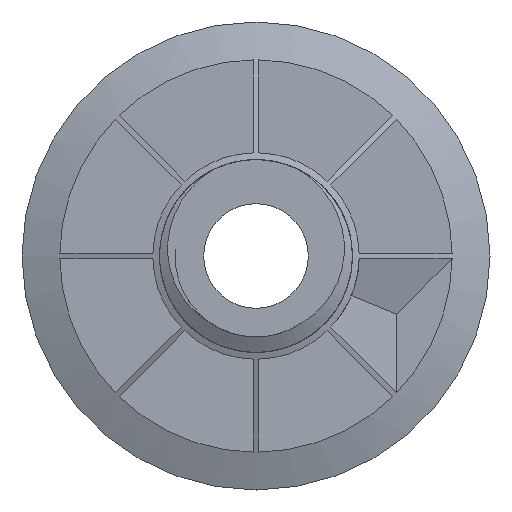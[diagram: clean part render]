
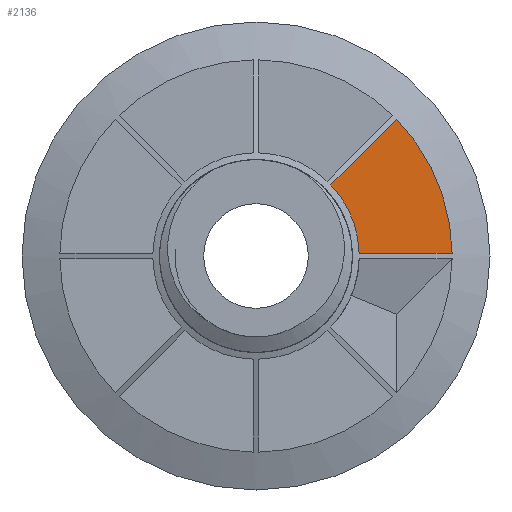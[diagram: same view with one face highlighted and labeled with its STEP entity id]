
A CAD part, front view. The second image highlights one B-rep face of the part: STEP entity #2136.
In plain terms, the highlighted planar face has unit normal (0, -1, 0).
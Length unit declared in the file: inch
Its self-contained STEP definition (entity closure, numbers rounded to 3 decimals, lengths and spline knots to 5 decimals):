
#33=PLANE('',#2276);
#79=CIRCLE('',#2274,0.375);
#80=CIRCLE('',#2277,0.71263);
#151=LINE('',#6136,#219);
#154=LINE('',#6149,#222);
#219=VECTOR('',#2447,0.3937);
#222=VECTOR('',#2458,0.3937);
#342=FACE_OUTER_BOUND('',#481,.T.);
#481=EDGE_LOOP('',(#1536,#1537,#1538,#1539));
#893=VERTEX_POINT('',#6129);
#895=VERTEX_POINT('',#6135);
#897=VERTEX_POINT('',#6141);
#898=VERTEX_POINT('',#6145);
#1143=EDGE_CURVE('',#895,#893,#151,.T.);
#1146=EDGE_CURVE('',#897,#895,#79,.F.);
#1149=EDGE_CURVE('',#898,#897,#154,.T.);
#1150=EDGE_CURVE('',#898,#893,#80,.T.);
#1536=ORIENTED_EDGE('',*,*,#1150,.F.);
#1537=ORIENTED_EDGE('',*,*,#1149,.T.);
#1538=ORIENTED_EDGE('',*,*,#1146,.T.);
#1539=ORIENTED_EDGE('',*,*,#1143,.T.);
#2136=ADVANCED_FACE('',(#342),#33,.F.);
#2274=AXIS2_PLACEMENT_3D('',#6142,#2453,#2454);
#2276=AXIS2_PLACEMENT_3D('',#6150,#2459,#2460);
#2277=AXIS2_PLACEMENT_3D('',#6151,#2461,#2462);
#2447=DIRECTION('',(1.,0.,0.));
#2453=DIRECTION('center_axis',(0.,-1.,0.));
#2454=DIRECTION('ref_axis',(0.,0.,1.));
#2458=DIRECTION('',(-0.707,0.,-0.707));
#2459=DIRECTION('center_axis',(0.,1.,0.));
#2460=DIRECTION('ref_axis',(0.,0.,1.));
#2461=DIRECTION('center_axis',(0.,1.,0.));
#2462=DIRECTION('ref_axis',(-1.,0.,0.));
#6129=CARTESIAN_POINT('',(0.71256,1.23562,0.01));
#6135=CARTESIAN_POINT('',(0.37487,1.23562,0.01));
#6136=CARTESIAN_POINT('',(0.66629,1.23562,0.01));
#6141=CARTESIAN_POINT('',(0.27214,1.23562,0.258));
#6142=CARTESIAN_POINT('Origin',(0.,1.23562,0.));
#6145=CARTESIAN_POINT('',(0.51092,1.23562,0.49678));
#6149=CARTESIAN_POINT('',(0.34351,1.23562,0.32937));
#6150=CARTESIAN_POINT('Origin',(0.53258,1.23562,0.28284));
#6151=CARTESIAN_POINT('Origin',(0.,1.23562,0.));
